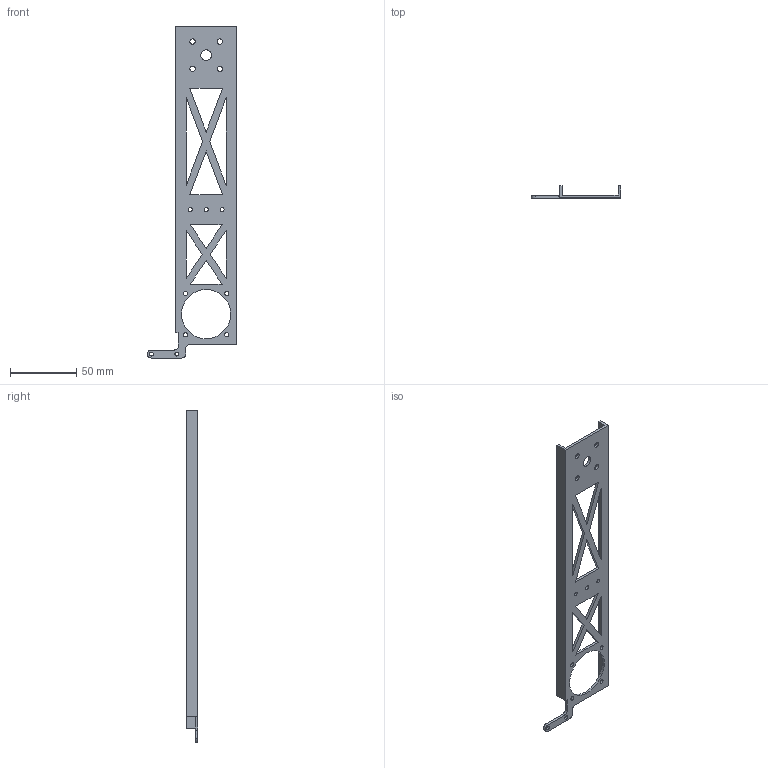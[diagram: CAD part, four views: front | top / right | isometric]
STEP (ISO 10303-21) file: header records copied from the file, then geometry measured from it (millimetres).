
FILE_DESCRIPTION (( 'STEP AP203' ), '1' );
FILE_NAME ('儂迮旋1僇毀耜蜊.STEP', '2025-09-05T08:40:57', ( '' ), ( '' ), 'SwSTEP 2.0', 'SolidWorks 2025', '' );
FILE_SCHEMA (( 'CONFIG_CONTROL_DESIGN' ));
Length unit declared in the file: millimetre
Products named in the file (1): 机械臂1段反侧改
Bounding box: 67.33 x 9 x 250 mm (x, y, z)
Volume: 21567.6 mm3; surface area: 24955.5 mm2
Topology: 1 solids, 1 shells, 74 faces, 215 edges, 143 vertices
Faces by surface type: plane 39, cylinder 35
Entity records: 2630 total; most frequent: DIRECTION 435, CARTESIAN_POINT 433, ORIENTED_EDGE 430, EDGE_CURVE 215, VECTOR 145, LINE 145, AXIS2_PLACEMENT_3D 145, VERTEX_POINT 143
